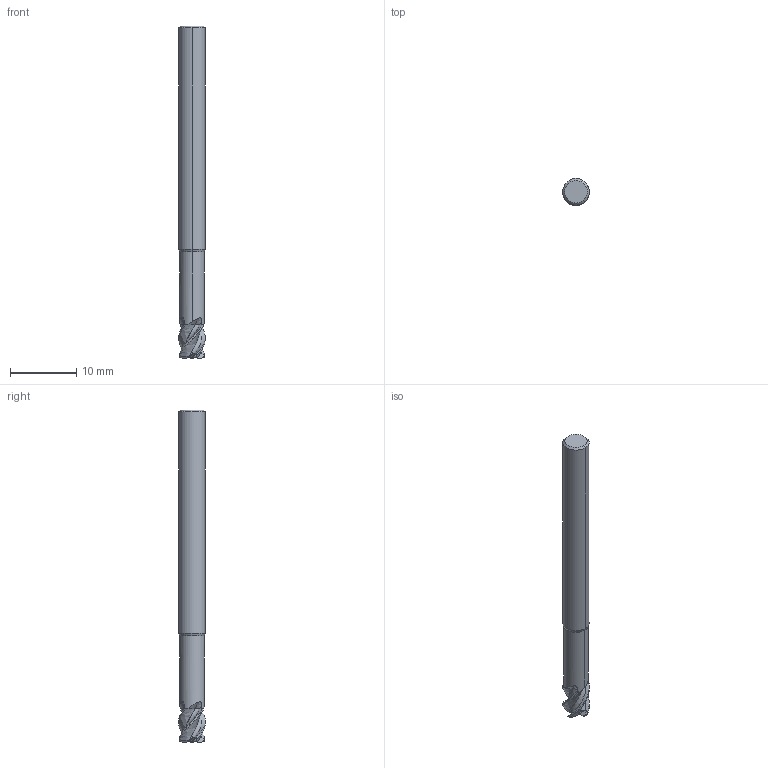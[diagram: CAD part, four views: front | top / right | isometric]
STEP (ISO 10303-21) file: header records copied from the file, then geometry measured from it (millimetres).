
FILE_DESCRIPTION(('no description'),'unknown implementation level');
FILE_NAME('K202253-4_0_5-Detail.stp',' ',('CIMSOURCE GmbH'),('CADClick - KiM GmbH - www.kimweb.de'),'unknown preprocess','ACIS','unknown authorization');
FILE_SCHEMA(('automotive_design'));
Length unit declared in the file: millimetre
Products named in the file (2): NOCUT; CUT
Bounding box: 4 x 4 x 50 mm (x, y, z)
Volume: 575.4 mm3; surface area: 710.7 mm2
Topology: 2 solids, 2 shells, 124 faces, 356 edges, 234 vertices
Faces by surface type: plane 50, bspline 32, cone 14, revolution 12, cylinder 10, torus 6
Entity records: 16237 total; most frequent: CARTESIAN_POINT 9322, STYLED_ITEM 716, PRESENTATION_STYLE_ASSIGNMENT 716, COLOUR_RGB 716, ORIENTED_EDGE 712, DIRECTION 480, EDGE_CURVE 356, CURVE_STYLE 356
